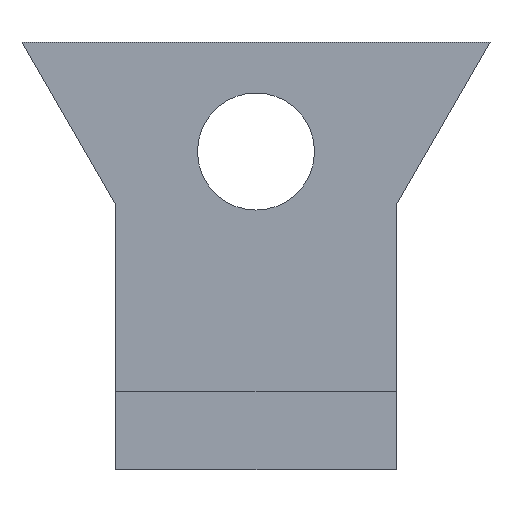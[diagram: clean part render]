
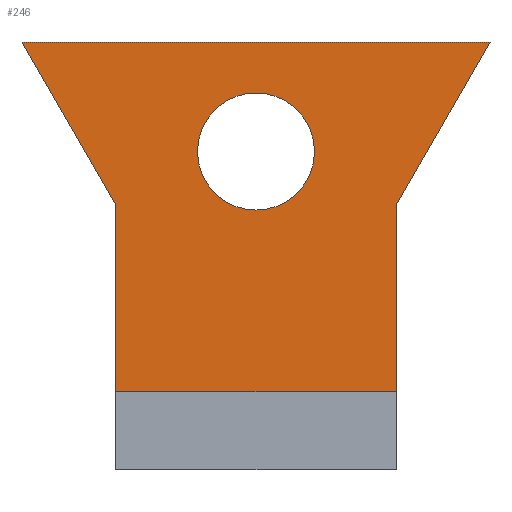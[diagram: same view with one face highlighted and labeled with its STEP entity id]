
A CAD part, left-side view. The second image highlights one B-rep face of the part: STEP entity #246.
In plain terms, the highlighted planar face has unit normal (-1, 0, 0).
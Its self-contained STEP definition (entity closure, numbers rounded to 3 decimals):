
#2 = AXIS2_PLACEMENT_3D ( 'NONE', #371, #273, #379 ) ;
#4 = CARTESIAN_POINT ( 'NONE',  ( 0., -0.9, -2.239 ) ) ;
#9 = LINE ( 'NONE', #269, #285 ) ;
#13 = ORIENTED_EDGE ( 'NONE', *, *, #299, .T. ) ;
#15 = DIRECTION ( 'NONE',  ( 0., -0.5, 0.866 ) ) ;
#16 = EDGE_LOOP ( 'NONE', ( #280, #219, #13, #346, #305, #291 ) ) ;
#21 = ORIENTED_EDGE ( 'NONE', *, *, #168, .F. ) ;
#28 = DIRECTION ( 'NONE',  ( 0., 0., -1. ) ) ;
#34 = EDGE_CURVE ( 'NONE', #121, #187, #160, .T. ) ;
#37 = AXIS2_PLACEMENT_3D ( 'NONE', #376, #404, #206 ) ;
#63 = CARTESIAN_POINT ( 'NONE',  ( 0., 1.125, -0.65 ) ) ;
#64 = LINE ( 'NONE', #201, #334 ) ;
#67 = CARTESIAN_POINT ( 'NONE',  ( 0., 0.9, -2.239 ) ) ;
#81 = VERTEX_POINT ( 'NONE', #292 ) ;
#86 = CARTESIAN_POINT ( 'NONE',  ( 0., 0., -2.239 ) ) ;
#89 = CARTESIAN_POINT ( 'NONE',  ( 0., 1.5, 0. ) ) ;
#92 = FACE_BOUND ( 'NONE', #153, .T. ) ;
#100 = DIRECTION ( 'NONE',  ( 0., -0.5, -0.866 ) ) ;
#107 = VECTOR ( 'NONE', #100, 1000. ) ;
#121 = VERTEX_POINT ( 'NONE', #4 ) ;
#138 = VECTOR ( 'NONE', #15, 1000. ) ;
#143 = LINE ( 'NONE', #146, #327 ) ;
#145 = ORIENTED_EDGE ( 'NONE', *, *, #363, .F. ) ;
#146 = CARTESIAN_POINT ( 'NONE',  ( 0., -0.9, 0. ) ) ;
#153 = EDGE_LOOP ( 'NONE', ( #145, #21 ) ) ;
#160 = LINE ( 'NONE', #86, #185 ) ;
#168 = EDGE_CURVE ( 'NONE', #339, #184, #196, .T. ) ;
#176 = EDGE_CURVE ( 'NONE', #355, #244, #9, .T. ) ;
#184 = VERTEX_POINT ( 'NONE', #236 ) ;
#185 = VECTOR ( 'NONE', #425, 1000. ) ;
#187 = VERTEX_POINT ( 'NONE', #67 ) ;
#196 = CIRCLE ( 'NONE', #2, 0.375 ) ;
#201 = CARTESIAN_POINT ( 'NONE',  ( 0., 0.9, 0. ) ) ;
#205 = DIRECTION ( 'NONE',  ( 0., 1., 0. ) ) ;
#206 = DIRECTION ( 'NONE',  ( 0., 0., 1. ) ) ;
#208 = CARTESIAN_POINT ( 'NONE',  ( 0., -1.5, 0. ) ) ;
#211 = EDGE_CURVE ( 'NONE', #388, #187, #64, .T. ) ;
#219 = ORIENTED_EDGE ( 'NONE', *, *, #274, .F. ) ;
#223 = FACE_OUTER_BOUND ( 'NONE', #16, .T. ) ;
#224 = CARTESIAN_POINT ( 'NONE',  ( 0., 0.9, -1.039 ) ) ;
#225 = CARTESIAN_POINT ( 'NONE',  ( 0., 0., 0. ) ) ;
#226 = CIRCLE ( 'NONE', #37, 0.375 ) ;
#232 = CARTESIAN_POINT ( 'NONE',  ( 0., 0., -1.075 ) ) ;
#236 = CARTESIAN_POINT ( 'NONE',  ( 0., 0., -0.325 ) ) ;
#244 = VERTEX_POINT ( 'NONE', #89 ) ;
#246 = ADVANCED_FACE ( 'NONE', ( #92, #223 ), #309, .F. ) ;
#263 = LINE ( 'NONE', #429, #138 ) ;
#269 = CARTESIAN_POINT ( 'NONE',  ( 0., 0., 0. ) ) ;
#273 = DIRECTION ( 'NONE',  ( -1., 0., 0. ) ) ;
#274 = EDGE_CURVE ( 'NONE', #81, #121, #143, .T. ) ;
#280 = ORIENTED_EDGE ( 'NONE', *, *, #34, .F. ) ;
#285 = VECTOR ( 'NONE', #205, 1000. ) ;
#291 = ORIENTED_EDGE ( 'NONE', *, *, #211, .T. ) ;
#292 = CARTESIAN_POINT ( 'NONE',  ( 0., -0.9, -1.039 ) ) ;
#299 = EDGE_CURVE ( 'NONE', #81, #355, #263, .T. ) ;
#301 = DIRECTION ( 'NONE',  ( 0., 0., -1. ) ) ;
#303 = LINE ( 'NONE', #63, #107 ) ;
#305 = ORIENTED_EDGE ( 'NONE', *, *, #323, .T. ) ;
#309 = PLANE ( 'NONE',  #375 ) ;
#323 = EDGE_CURVE ( 'NONE', #244, #388, #303, .T. ) ;
#324 = DIRECTION ( 'NONE',  ( 1., 0., 0. ) ) ;
#327 = VECTOR ( 'NONE', #28, 1000. ) ;
#334 = VECTOR ( 'NONE', #301, 1000. ) ;
#339 = VERTEX_POINT ( 'NONE', #232 ) ;
#346 = ORIENTED_EDGE ( 'NONE', *, *, #176, .T. ) ;
#355 = VERTEX_POINT ( 'NONE', #208 ) ;
#358 = DIRECTION ( 'NONE',  ( 0., 0., -1. ) ) ;
#363 = EDGE_CURVE ( 'NONE', #184, #339, #226, .T. ) ;
#371 = CARTESIAN_POINT ( 'NONE',  ( 0., 0., -0.7 ) ) ;
#375 = AXIS2_PLACEMENT_3D ( 'NONE', #225, #324, #358 ) ;
#376 = CARTESIAN_POINT ( 'NONE',  ( 0., 0., -0.7 ) ) ;
#379 = DIRECTION ( 'NONE',  ( 0., 0., 1. ) ) ;
#388 = VERTEX_POINT ( 'NONE', #224 ) ;
#404 = DIRECTION ( 'NONE',  ( -1., 0., 0. ) ) ;
#425 = DIRECTION ( 'NONE',  ( 0., 1., 0. ) ) ;
#429 = CARTESIAN_POINT ( 'NONE',  ( 0., -1.125, -0.65 ) ) ;
